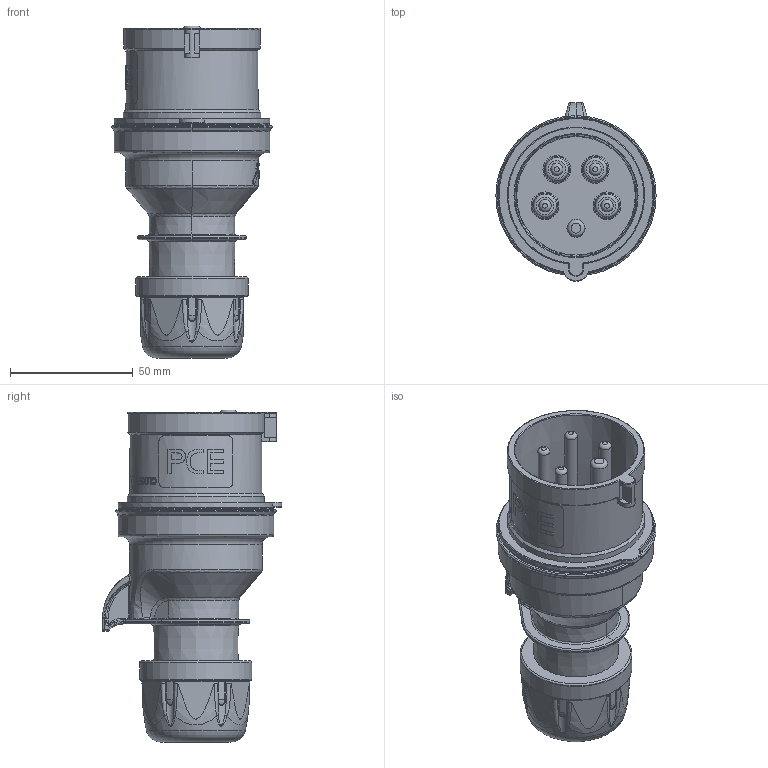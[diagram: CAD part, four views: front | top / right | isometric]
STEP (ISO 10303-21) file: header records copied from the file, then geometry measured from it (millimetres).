
FILE_DESCRIPTION (( 'STEP AP203' ), '1' );
FILE_NAME ('015-6.STEP', '2017-11-23T10:07:05', ( '' ), ( '' ), 'SwSTEP 2.0', 'SolidWorks 2016', '' );
FILE_SCHEMA (( 'CONFIG_CONTROL_DESIGN' ));
Length unit declared in the file: millimetre
Products named in the file (1): 015-6
Bounding box: 65.2 x 72.85 x 135 mm (x, y, z)
Volume: 188779.2 mm3; surface area: 37628.5 mm2
Topology: 1 solids, 1 shells, 685 faces, 1670 edges, 1018 vertices
Faces by surface type: bspline 208, plane 186, cylinder 141, torus 95, cone 37, sphere 18
Full cylindrical faces by diameter (mm): 5 x4, 7 x1, 45.6 x1, 53.727 x1, 55.8 x1, 62.3 x1, 63.3 x1
Entity records: 30402 total; most frequent: CARTESIAN_POINT 16379, ORIENTED_EDGE 3162, DIRECTION 2480, EDGE_CURVE 1581, AXIS2_PLACEMENT_3D 1009, VERTEX_POINT 993, EDGE_LOOP 780, FACE_OUTER_BOUND 724
